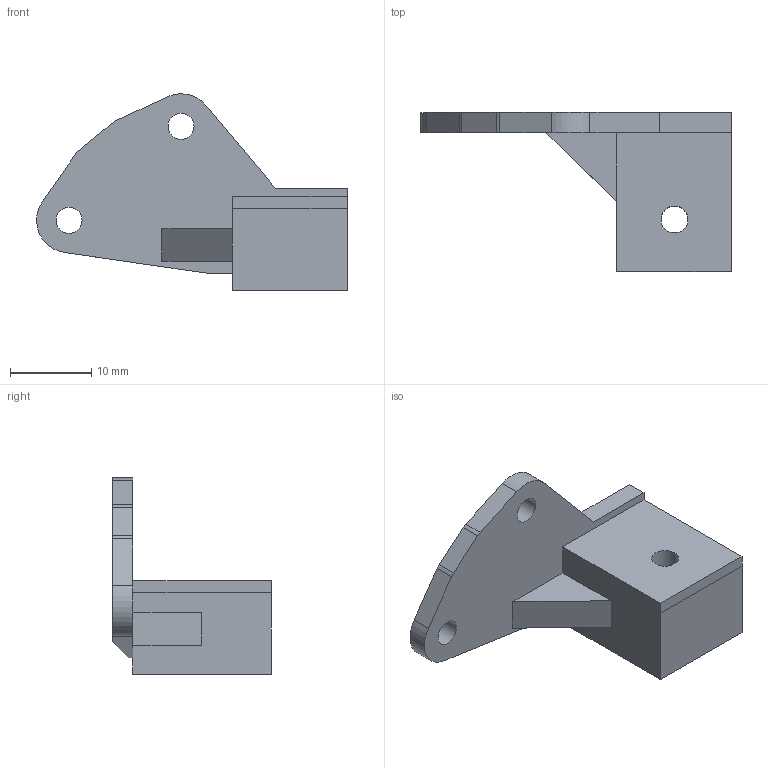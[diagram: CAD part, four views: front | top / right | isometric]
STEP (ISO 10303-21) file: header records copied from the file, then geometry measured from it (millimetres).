
FILE_DESCRIPTION(/* description */ (''),/* implementation_level */ '2;1');
FILE_NAME(/* name */ 'bltouch_mount.step',/* time_stamp */ '2020-10-12T07:24:00+07:00',/* author */ (''),/* organization */ (''),/* preprocessor_version */ 'ST-DEVELOPER v18.1',/* originating_system */ 'Autodesk Translation Framework v9.3.0.1241',/* authorisation */ '');
FILE_SCHEMA (('AUTOMOTIVE_DESIGN { 1 0 10303 214 3 1 1 }'));
Length unit declared in the file: millimetre
Products named in the file (2): BLTouch_Mount; Plug
Assembly tree (1 placements, depth 2):
  BLTouch_Mount
    Plug
Bounding box: 38.25 x 19.57 x 24.16 mm (x, y, z)
Volume: 3527.3 mm3; surface area: 3223.5 mm2
Topology: 2 solids, 2 shells, 50 faces, 134 edges, 89 vertices
Faces by surface type: plane 42, cylinder 8
Full cylindrical faces by diameter (mm): 3.2 x2, 3.3 x1, 5.7 x1
Entity records: 1623 total; most frequent: CARTESIAN_POINT 276, ORIENTED_EDGE 268, DIRECTION 256, EDGE_CURVE 134, LINE 118, VECTOR 118, VERTEX_POINT 89, AXIS2_PLACEMENT_3D 69
